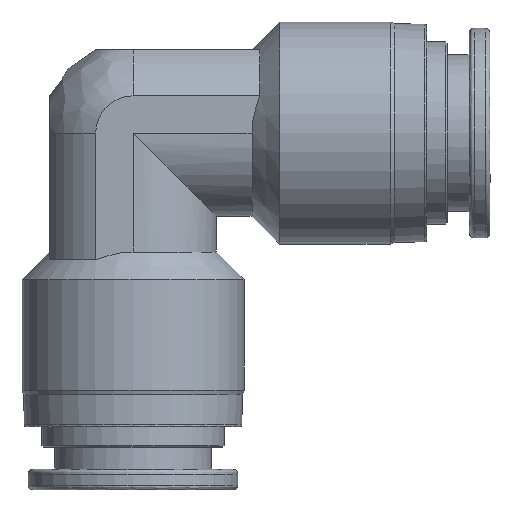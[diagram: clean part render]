
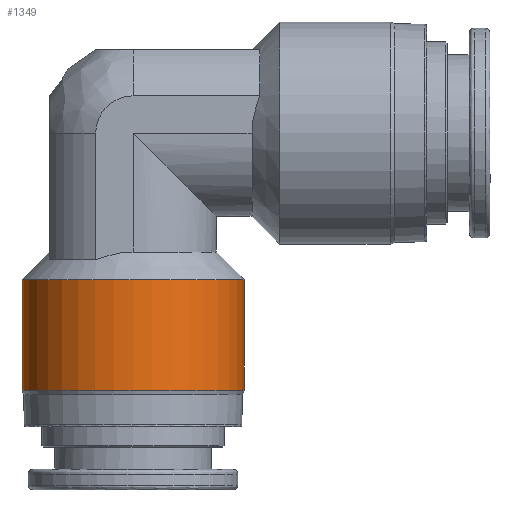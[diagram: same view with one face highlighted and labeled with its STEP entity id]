
A CAD part, front view. The second image highlights one B-rep face of the part: STEP entity #1349.
In plain terms, the highlighted cylindrical face has radius 7 mm (diameter 14 mm), a partial arc.
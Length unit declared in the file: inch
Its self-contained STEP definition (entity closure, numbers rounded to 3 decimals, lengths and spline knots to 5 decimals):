
#16 = DIRECTION ( 'NONE',  ( 0., 0., 1. ) ) ;
#85 = ORIENTED_EDGE ( 'NONE', *, *, #887, .T. ) ;
#119 = CIRCLE ( 'NONE', #1470, 0.27559 ) ;
#165 = DIRECTION ( 'NONE',  ( 0., 0., 1. ) ) ;
#196 = ORIENTED_EDGE ( 'NONE', *, *, #211, .F. ) ;
#211 = EDGE_CURVE ( 'NONE', #1073, #2545, #1525, .T. ) ;
#520 = CIRCLE ( 'NONE', #532, 0.27559 ) ;
#532 = AXIS2_PLACEMENT_3D ( 'NONE', #1674, #16, #1970 ) ;
#694 = CARTESIAN_POINT ( 'NONE',  ( 0., 0., -0.36417 ) ) ;
#848 = CARTESIAN_POINT ( 'NONE',  ( -0.27559, 0., -0.09843 ) ) ;
#887 = EDGE_CURVE ( 'NONE', #1073, #1205, #520, .T. ) ;
#1073 = VERTEX_POINT ( 'NONE', #3137 ) ;
#1205 = VERTEX_POINT ( 'NONE', #2922 ) ;
#1210 = CARTESIAN_POINT ( 'NONE',  ( 0.27559, 0., -0.09843 ) ) ;
#1222 = VECTOR ( 'NONE', #2523, 39.37008 ) ;
#1228 = FACE_OUTER_BOUND ( 'NONE', #2611, .T. ) ;
#1283 = CARTESIAN_POINT ( 'NONE',  ( 0., 0., -0.09843 ) ) ;
#1298 = DIRECTION ( 'NONE',  ( 0., 0., 1. ) ) ;
#1308 = EDGE_CURVE ( 'NONE', #1205, #1563, #1532, .T. ) ;
#1349 = ADVANCED_FACE ( 'NONE', ( #1228 ), #2373, .T. ) ;
#1467 = ORIENTED_EDGE ( 'NONE', *, *, #3270, .T. ) ;
#1470 = AXIS2_PLACEMENT_3D ( 'NONE', #694, #3223, #1811 ) ;
#1525 = LINE ( 'NONE', #848, #1222 ) ;
#1532 = LINE ( 'NONE', #1210, #2457 ) ;
#1563 = VERTEX_POINT ( 'NONE', #2548 ) ;
#1674 = CARTESIAN_POINT ( 'NONE',  ( 0., 0., -0.6378 ) ) ;
#1811 = DIRECTION ( 'NONE',  ( 1., 0., 0. ) ) ;
#1970 = DIRECTION ( 'NONE',  ( 1., 0., 0. ) ) ;
#2131 = DIRECTION ( 'NONE',  ( 1., 0., 0. ) ) ;
#2278 = CARTESIAN_POINT ( 'NONE',  ( -0.27559, 0., -0.36417 ) ) ;
#2373 = CYLINDRICAL_SURFACE ( 'NONE', #3047, 0.27559 ) ;
#2457 = VECTOR ( 'NONE', #1298, 39.37008 ) ;
#2523 = DIRECTION ( 'NONE',  ( 0., 0., 1. ) ) ;
#2545 = VERTEX_POINT ( 'NONE', #2278 ) ;
#2548 = CARTESIAN_POINT ( 'NONE',  ( 0.27559, 0., -0.36417 ) ) ;
#2611 = EDGE_LOOP ( 'NONE', ( #196, #85, #3186, #1467 ) ) ;
#2922 = CARTESIAN_POINT ( 'NONE',  ( 0.27559, 0., -0.6378 ) ) ;
#3047 = AXIS2_PLACEMENT_3D ( 'NONE', #1283, #165, #2131 ) ;
#3137 = CARTESIAN_POINT ( 'NONE',  ( -0.27559, 0., -0.6378 ) ) ;
#3186 = ORIENTED_EDGE ( 'NONE', *, *, #1308, .T. ) ;
#3223 = DIRECTION ( 'NONE',  ( 0., 0., -1. ) ) ;
#3270 = EDGE_CURVE ( 'NONE', #1563, #2545, #119, .T. ) ;
